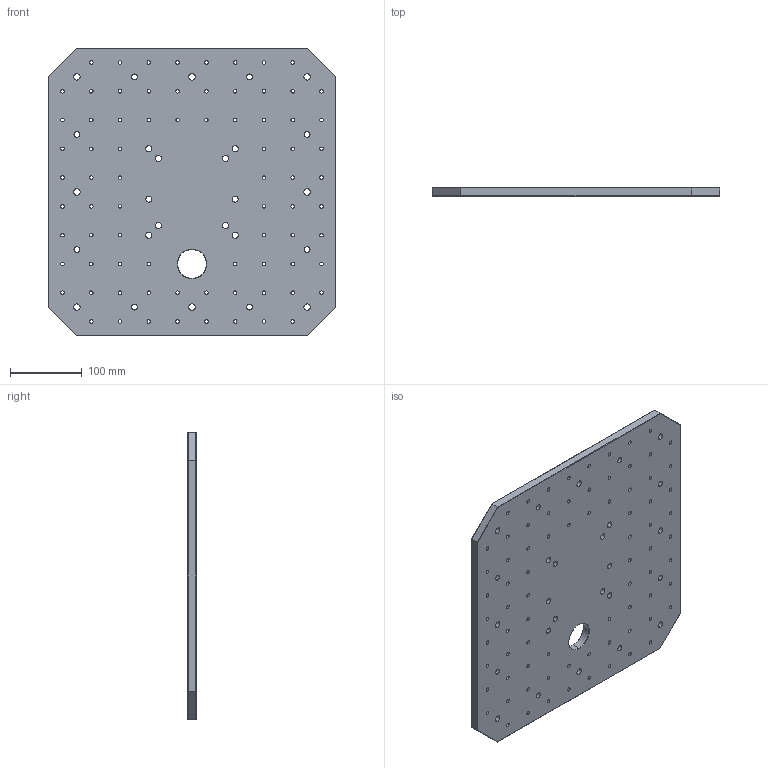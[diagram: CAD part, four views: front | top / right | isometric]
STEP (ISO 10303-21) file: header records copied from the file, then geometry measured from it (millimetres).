
FILE_DESCRIPTION (( 'STEP AP214' ), '1' );
FILE_NAME ('pallette_1x1-ur5-10-ahl-001.STEP', '2014-03-06T11:20:13', ( '' ), ( '' ), 'SwSTEP 2.0', 'SolidWorks 2013', '' );
FILE_SCHEMA (( 'AUTOMOTIVE_DESIGN' ));
Length unit declared in the file: millimetre
Products named in the file (1): pallette_1x1-ur5-10-ahl-001
Bounding box: 399.5 x 12 x 399.5 mm (x, y, z)
Volume: 1822581.3 mm3; surface area: 345590.2 mm2
Topology: 1 solids, 1 shells, 256 faces, 726 edges, 472 vertices
Faces by surface type: cylinder 210, plane 26, cone 20
Entity records: 10692 total; most frequent: DIRECTION 1680, CARTESIAN_POINT 1455, ORIENTED_EDGE 1452, EDGE_CURVE 726, AXIS2_PLACEMENT_3D 697, VERTEX_POINT 472, EDGE_LOOP 466, CIRCLE 440
